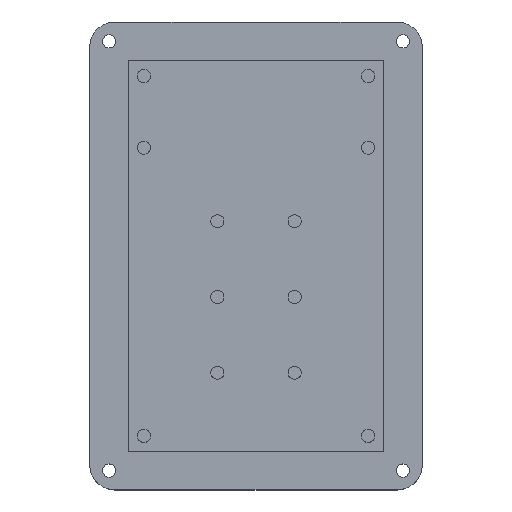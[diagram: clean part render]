
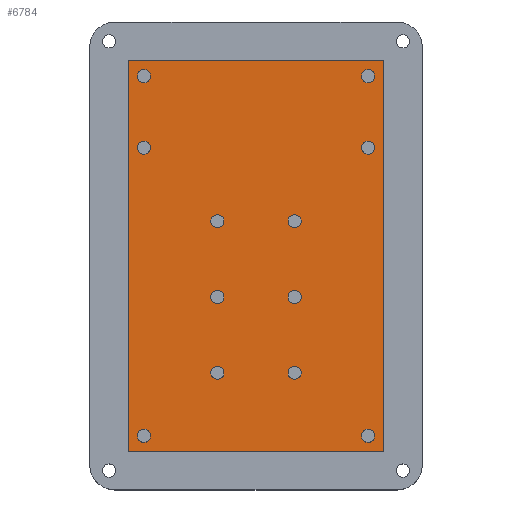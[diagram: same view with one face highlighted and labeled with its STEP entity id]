
A CAD part, top view. The second image highlights one B-rep face of the part: STEP entity #6784.
In plain terms, the highlighted planar face has unit normal (0, 0, 1).
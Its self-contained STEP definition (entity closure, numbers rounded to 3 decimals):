
#704=FACE_BOUND('',#1460,.T.);
#705=FACE_BOUND('',#1461,.T.);
#706=FACE_BOUND('',#1462,.T.);
#707=FACE_BOUND('',#1463,.T.);
#708=FACE_BOUND('',#1464,.T.);
#709=FACE_BOUND('',#1465,.T.);
#710=FACE_BOUND('',#1466,.T.);
#711=FACE_BOUND('',#1467,.T.);
#712=FACE_BOUND('',#1468,.T.);
#713=FACE_BOUND('',#1469,.T.);
#714=FACE_BOUND('',#1470,.T.);
#715=FACE_BOUND('',#1471,.T.);
#1056=FACE_OUTER_BOUND('',#1459,.T.);
#1459=EDGE_LOOP('',(#6182,#6183,#6184,#6185,#6186,#6187,#6188,#6189));
#1460=EDGE_LOOP('',(#6190));
#1461=EDGE_LOOP('',(#6191));
#1462=EDGE_LOOP('',(#6192));
#1463=EDGE_LOOP('',(#6193));
#1464=EDGE_LOOP('',(#6194));
#1465=EDGE_LOOP('',(#6195));
#1466=EDGE_LOOP('',(#6196));
#1467=EDGE_LOOP('',(#6197));
#1468=EDGE_LOOP('',(#6198));
#1469=EDGE_LOOP('',(#6199));
#1470=EDGE_LOOP('',(#6200));
#1471=EDGE_LOOP('',(#6201));
#1529=CIRCLE('',#6977,1.7);
#1530=CIRCLE('',#6978,1.7);
#1531=CIRCLE('',#6979,1.7);
#1532=CIRCLE('',#6980,1.7);
#1533=CIRCLE('',#6981,1.7);
#1534=CIRCLE('',#6982,1.7);
#1535=CIRCLE('',#6983,1.7);
#1536=CIRCLE('',#6984,1.7);
#1537=CIRCLE('',#6985,1.7);
#1538=CIRCLE('',#6986,1.7);
#1539=CIRCLE('',#6987,1.7);
#1540=CIRCLE('',#6988,1.7);
#1572=LINE('',#8043,#2105);
#1575=LINE('',#8048,#2108);
#1592=LINE('',#8090,#2125);
#1596=LINE('',#8097,#2129);
#1597=LINE('',#8099,#2130);
#2068=LINE('',#13521,#2601);
#2072=LINE('',#13528,#2605);
#2073=LINE('',#13530,#2606);
#2105=VECTOR('',#7079,10.);
#2108=VECTOR('',#7084,10.);
#2125=VECTOR('',#7127,10.);
#2129=VECTOR('',#7131,10.);
#2130=VECTOR('',#7134,10.);
#2601=VECTOR('',#7827,10.);
#2605=VECTOR('',#7837,10.);
#2606=VECTOR('',#7840,10.);
#2645=VERTEX_POINT('',#8040);
#2646=VERTEX_POINT('',#8042);
#2647=VERTEX_POINT('',#8046);
#2658=VERTEX_POINT('',#8087);
#2659=VERTEX_POINT('',#8089);
#2662=VERTEX_POINT('',#8095);
#3260=VERTEX_POINT('',#13511);
#3261=VERTEX_POINT('',#13515);
#3263=VERTEX_POINT('',#13532);
#3264=VERTEX_POINT('',#13534);
#3265=VERTEX_POINT('',#13536);
#3266=VERTEX_POINT('',#13538);
#3267=VERTEX_POINT('',#13540);
#3268=VERTEX_POINT('',#13542);
#3269=VERTEX_POINT('',#13544);
#3270=VERTEX_POINT('',#13546);
#3271=VERTEX_POINT('',#13548);
#3272=VERTEX_POINT('',#13550);
#3273=VERTEX_POINT('',#13552);
#3274=VERTEX_POINT('',#13554);
#3314=EDGE_CURVE('',#2645,#2646,#1572,.T.);
#3317=EDGE_CURVE('',#2647,#2645,#1575,.T.);
#3338=EDGE_CURVE('',#2658,#2659,#1592,.T.);
#3342=EDGE_CURVE('',#2662,#2647,#1596,.T.);
#3343=EDGE_CURVE('',#2646,#2658,#1597,.T.);
#4242=EDGE_CURVE('',#3260,#3261,#2068,.T.);
#4246=EDGE_CURVE('',#3261,#2662,#2072,.T.);
#4247=EDGE_CURVE('',#3260,#2659,#2073,.T.);
#4248=EDGE_CURVE('',#3263,#3263,#1529,.T.);
#4249=EDGE_CURVE('',#3264,#3264,#1530,.T.);
#4250=EDGE_CURVE('',#3265,#3265,#1531,.T.);
#4251=EDGE_CURVE('',#3266,#3266,#1532,.T.);
#4252=EDGE_CURVE('',#3267,#3267,#1533,.T.);
#4253=EDGE_CURVE('',#3268,#3268,#1534,.T.);
#4254=EDGE_CURVE('',#3269,#3269,#1535,.T.);
#4255=EDGE_CURVE('',#3270,#3270,#1536,.T.);
#4256=EDGE_CURVE('',#3271,#3271,#1537,.T.);
#4257=EDGE_CURVE('',#3272,#3272,#1538,.T.);
#4258=EDGE_CURVE('',#3273,#3273,#1539,.T.);
#4259=EDGE_CURVE('',#3274,#3274,#1540,.T.);
#6182=ORIENTED_EDGE('',*,*,#4242,.F.);
#6183=ORIENTED_EDGE('',*,*,#4247,.T.);
#6184=ORIENTED_EDGE('',*,*,#3338,.F.);
#6185=ORIENTED_EDGE('',*,*,#3343,.F.);
#6186=ORIENTED_EDGE('',*,*,#3314,.F.);
#6187=ORIENTED_EDGE('',*,*,#3317,.F.);
#6188=ORIENTED_EDGE('',*,*,#3342,.F.);
#6189=ORIENTED_EDGE('',*,*,#4246,.F.);
#6190=ORIENTED_EDGE('',*,*,#4248,.F.);
#6191=ORIENTED_EDGE('',*,*,#4249,.F.);
#6192=ORIENTED_EDGE('',*,*,#4250,.F.);
#6193=ORIENTED_EDGE('',*,*,#4251,.F.);
#6194=ORIENTED_EDGE('',*,*,#4252,.F.);
#6195=ORIENTED_EDGE('',*,*,#4253,.F.);
#6196=ORIENTED_EDGE('',*,*,#4254,.F.);
#6197=ORIENTED_EDGE('',*,*,#4255,.F.);
#6198=ORIENTED_EDGE('',*,*,#4256,.F.);
#6199=ORIENTED_EDGE('',*,*,#4257,.F.);
#6200=ORIENTED_EDGE('',*,*,#4258,.F.);
#6201=ORIENTED_EDGE('',*,*,#4259,.F.);
#6430=PLANE('',#6976);
#6784=ADVANCED_FACE('',(#1056,#704,#705,#706,#707,#708,#709,#710,#711,#712,
#713,#714,#715),#6430,.T.);
#6976=AXIS2_PLACEMENT_3D('',#13531,#7841,#7842);
#6977=AXIS2_PLACEMENT_3D('',#13533,#7843,#7844);
#6978=AXIS2_PLACEMENT_3D('',#13535,#7845,#7846);
#6979=AXIS2_PLACEMENT_3D('',#13537,#7847,#7848);
#6980=AXIS2_PLACEMENT_3D('',#13539,#7849,#7850);
#6981=AXIS2_PLACEMENT_3D('',#13541,#7851,#7852);
#6982=AXIS2_PLACEMENT_3D('',#13543,#7853,#7854);
#6983=AXIS2_PLACEMENT_3D('',#13545,#7855,#7856);
#6984=AXIS2_PLACEMENT_3D('',#13547,#7857,#7858);
#6985=AXIS2_PLACEMENT_3D('',#13549,#7859,#7860);
#6986=AXIS2_PLACEMENT_3D('',#13551,#7861,#7862);
#6987=AXIS2_PLACEMENT_3D('',#13553,#7863,#7864);
#6988=AXIS2_PLACEMENT_3D('',#13555,#7865,#7866);
#7079=DIRECTION('',(-1.,0.,0.));
#7084=DIRECTION('',(0.,-1.,0.));
#7127=DIRECTION('',(1.,0.,0.));
#7131=DIRECTION('',(1.,0.,0.));
#7134=DIRECTION('',(0.,1.,0.));
#7827=DIRECTION('',(1.,0.,0.));
#7837=DIRECTION('',(0.,-1.,0.));
#7840=DIRECTION('',(0.,-1.,0.));
#7841=DIRECTION('center_axis',(0.,0.,1.));
#7842=DIRECTION('ref_axis',(1.,0.,0.));
#7843=DIRECTION('center_axis',(0.,0.,1.));
#7844=DIRECTION('ref_axis',(1.,0.,0.));
#7845=DIRECTION('center_axis',(0.,0.,1.));
#7846=DIRECTION('ref_axis',(1.,0.,0.));
#7847=DIRECTION('center_axis',(0.,0.,1.));
#7848=DIRECTION('ref_axis',(1.,0.,0.));
#7849=DIRECTION('center_axis',(0.,0.,1.));
#7850=DIRECTION('ref_axis',(1.,0.,0.));
#7851=DIRECTION('center_axis',(0.,0.,1.));
#7852=DIRECTION('ref_axis',(1.,0.,0.));
#7853=DIRECTION('center_axis',(0.,0.,1.));
#7854=DIRECTION('ref_axis',(1.,0.,0.));
#7855=DIRECTION('center_axis',(0.,0.,1.));
#7856=DIRECTION('ref_axis',(1.,0.,0.));
#7857=DIRECTION('center_axis',(0.,0.,1.));
#7858=DIRECTION('ref_axis',(1.,0.,0.));
#7859=DIRECTION('center_axis',(0.,0.,1.));
#7860=DIRECTION('ref_axis',(1.,0.,0.));
#7861=DIRECTION('center_axis',(0.,0.,1.));
#7862=DIRECTION('ref_axis',(1.,0.,0.));
#7863=DIRECTION('center_axis',(0.,0.,1.));
#7864=DIRECTION('ref_axis',(1.,0.,0.));
#7865=DIRECTION('center_axis',(0.,0.,1.));
#7866=DIRECTION('ref_axis',(1.,0.,0.));
#8040=CARTESIAN_POINT('',(33.,-50.5,3.));
#8042=CARTESIAN_POINT('',(-33.,-50.5,3.));
#8043=CARTESIAN_POINT('',(16.5,-50.5,3.));
#8046=CARTESIAN_POINT('',(33.,50.5,3.));
#8048=CARTESIAN_POINT('',(33.,25.25,3.));
#8087=CARTESIAN_POINT('',(-33.,50.5,3.));
#8089=CARTESIAN_POINT('',(-7.5,50.5,3.));
#8090=CARTESIAN_POINT('',(-16.5,50.5,3.));
#8095=CARTESIAN_POINT('',(7.5,50.5,3.));
#8097=CARTESIAN_POINT('',(-16.5,50.5,3.));
#8099=CARTESIAN_POINT('',(-33.,-25.25,3.));
#13511=CARTESIAN_POINT('',(-7.5,59.5,3.));
#13515=CARTESIAN_POINT('',(7.5,59.5,3.));
#13521=CARTESIAN_POINT('',(21.5,59.5,3.));
#13528=CARTESIAN_POINT('',(7.5,60.5,3.));
#13530=CARTESIAN_POINT('',(-7.5,60.5,3.));
#13531=CARTESIAN_POINT('Origin',(0.,0.,
3.));
#13532=CARTESIAN_POINT('',(27.3,46.5,3.));
#13533=CARTESIAN_POINT('Origin',(29.,46.5,3.));
#13534=CARTESIAN_POINT('',(-11.7,9.,3.));
#13535=CARTESIAN_POINT('Origin',(-10.,9.,3.));
#13536=CARTESIAN_POINT('',(8.3,9.,3.));
#13537=CARTESIAN_POINT('Origin',(10.,9.,3.));
#13538=CARTESIAN_POINT('',(27.3,28.,3.));
#13539=CARTESIAN_POINT('Origin',(29.,28.,3.));
#13540=CARTESIAN_POINT('',(-11.7,-10.6,3.));
#13541=CARTESIAN_POINT('Origin',(-10.,-10.6,3.));
#13542=CARTESIAN_POINT('',(-30.7,28.,3.));
#13543=CARTESIAN_POINT('Origin',(-29.,28.,3.));
#13544=CARTESIAN_POINT('',(27.3,-46.5,3.));
#13545=CARTESIAN_POINT('Origin',(29.,-46.5,3.));
#13546=CARTESIAN_POINT('',(-11.7,-30.2,3.));
#13547=CARTESIAN_POINT('Origin',(-10.,-30.2,3.));
#13548=CARTESIAN_POINT('',(-30.7,46.5,3.));
#13549=CARTESIAN_POINT('Origin',(-29.,46.5,3.));
#13550=CARTESIAN_POINT('',(8.3,-30.2,3.));
#13551=CARTESIAN_POINT('Origin',(10.,-30.2,3.));
#13552=CARTESIAN_POINT('',(-30.7,-46.5,3.));
#13553=CARTESIAN_POINT('Origin',(-29.,-46.5,3.));
#13554=CARTESIAN_POINT('',(8.3,-10.6,3.));
#13555=CARTESIAN_POINT('Origin',(10.,-10.6,3.));
